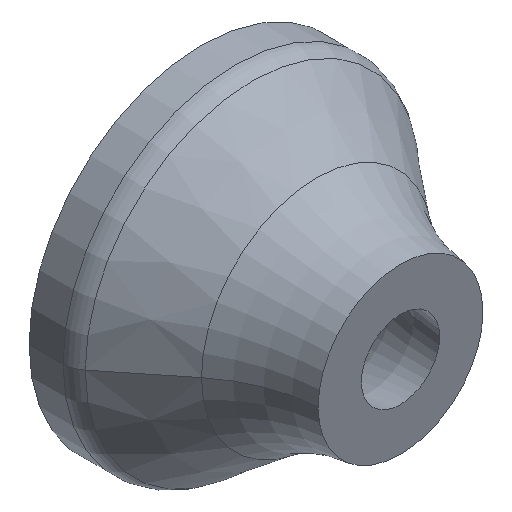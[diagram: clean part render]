
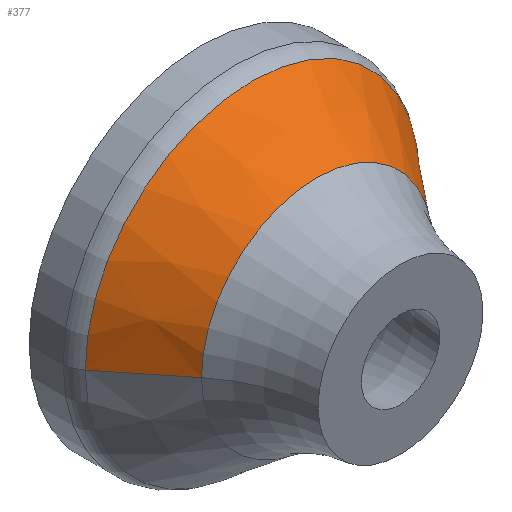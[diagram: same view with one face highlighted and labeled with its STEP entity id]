
A CAD part, isometric view. The second image highlights one B-rep face of the part: STEP entity #377.
In plain terms, the highlighted conical face has half-angle 38.66 degrees and reference radius 16.343 mm.
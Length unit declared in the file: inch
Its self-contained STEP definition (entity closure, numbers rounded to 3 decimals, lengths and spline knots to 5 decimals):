
#105=CARTESIAN_POINT('',(0.,1.73878,0.));
#106=DIRECTION('',(0.,-1.,0.));
#107=DIRECTION('',(1.,0.,0.));
#108=AXIS2_PLACEMENT_3D('',#105,#106,#107);
#110=DIRECTION('',(-0.625,-0.781,0.));
#111=VECTOR('',#110,0.37672);
#112=CARTESIAN_POINT('',(0.7611,1.73878,0.));
#113=LINE('',#112,#111);
#119=DIRECTION('',(0.625,-0.781,0.));
#120=VECTOR('',#119,0.37672);
#121=CARTESIAN_POINT('',(-0.7611,1.73878,0.));
#122=LINE('',#121,#120);
#148=CARTESIAN_POINT('',(0.,1.44461,0.));
#149=DIRECTION('',(0.,-1.,0.));
#150=DIRECTION('',(1.,0.,0.));
#151=AXIS2_PLACEMENT_3D('',#148,#149,#150);
#166=CARTESIAN_POINT('',(0.7611,1.73878,0.));
#168=VERTEX_POINT('',#166);
#169=CARTESIAN_POINT('',(0.52577,1.44461,0.));
#170=VERTEX_POINT('',#169);
#172=CARTESIAN_POINT('',(-0.7611,1.73878,0.));
#174=VERTEX_POINT('',#172);
#175=CARTESIAN_POINT('',(-0.52577,1.44461,0.));
#176=VERTEX_POINT('',#175);
#363=CARTESIAN_POINT('',(0.,1.59169,0.));
#364=DIRECTION('',(0.,1.,0.));
#365=DIRECTION('',(1.,0.,0.));
#366=AXIS2_PLACEMENT_3D('',#363,#364,#365);
#367=CONICAL_SURFACE('',#366,0.64343,38.66);
#369=ORIENTED_EDGE('',*,*,#368,.T.);
#371=ORIENTED_EDGE('',*,*,#370,.T.);
#373=ORIENTED_EDGE('',*,*,#372,.F.);
#374=ORIENTED_EDGE('',*,*,#356,.F.);
#375=EDGE_LOOP('',(#369,#371,#373,#374));
#376=FACE_OUTER_BOUND('',#375,.F.);
#377=ADVANCED_FACE('',(#376),#367,.T.);
#109=CIRCLE('',#108,0.7611);
#152=CIRCLE('',#151,0.52577);
#356=EDGE_CURVE('',#168,#174,#109,.T.);
#368=EDGE_CURVE('',#168,#170,#113,.T.);
#370=EDGE_CURVE('',#170,#176,#152,.T.);
#372=EDGE_CURVE('',#174,#176,#122,.T.);
